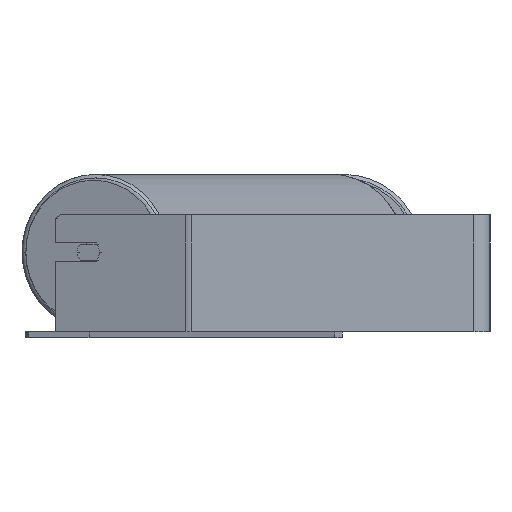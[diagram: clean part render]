
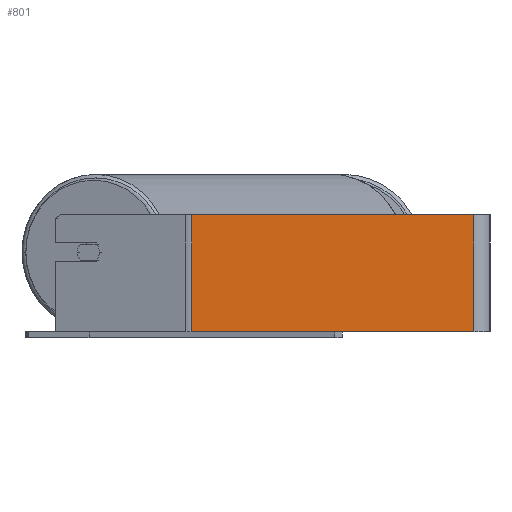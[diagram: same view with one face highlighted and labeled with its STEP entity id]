
A CAD part, left-side view. The second image highlights one B-rep face of the part: STEP entity #801.
In plain terms, the highlighted planar face has unit normal (-1, 0, 0).
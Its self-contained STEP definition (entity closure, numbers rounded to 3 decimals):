
#87 = CARTESIAN_POINT ( 'NONE',  ( -945., 257.581, -50. ) ) ;
#356 = AXIS2_PLACEMENT_3D ( 'NONE', #8164, #1631, #4607 ) ;
#377 = ORIENTED_EDGE ( 'NONE', *, *, #5076, .F. ) ;
#801 = ADVANCED_FACE ( 'NONE', ( #8874 ), #3914, .F. ) ;
#1058 = EDGE_CURVE ( 'NONE', #6379, #8045, #6507, .T. ) ;
#1611 = VECTOR ( 'NONE', #5157, 1000. ) ;
#1631 = DIRECTION ( 'NONE',  ( 1., 0., 0. ) ) ;
#1698 = CARTESIAN_POINT ( 'NONE',  ( -945., 255.112, 50. ) ) ;
#1771 = EDGE_CURVE ( 'NONE', #3249, #8045, #2122, .T. ) ;
#2105 = CARTESIAN_POINT ( 'NONE',  ( -945., 255.112, 50. ) ) ;
#2122 = LINE ( 'NONE', #4294, #7039 ) ;
#2806 = CARTESIAN_POINT ( 'NONE',  ( -945., 255.112, -50. ) ) ;
#2808 = ORIENTED_EDGE ( 'NONE', *, *, #1771, .F. ) ;
#2879 = CARTESIAN_POINT ( 'NONE',  ( -945., 14., -50. ) ) ;
#2900 = DIRECTION ( 'NONE',  ( 0., -1., 0. ) ) ;
#2941 = CARTESIAN_POINT ( 'NONE',  ( -945., 14., 50. ) ) ;
#3249 = VERTEX_POINT ( 'NONE', #2941 ) ;
#3789 = ORIENTED_EDGE ( 'NONE', *, *, #5319, .T. ) ;
#3914 = PLANE ( 'NONE',  #356 ) ;
#4294 = CARTESIAN_POINT ( 'NONE',  ( -945., 14., 50. ) ) ;
#4607 = DIRECTION ( 'NONE',  ( 0., 0., -1. ) ) ;
#5076 = EDGE_CURVE ( 'NONE', #8887, #3249, #6593, .T. ) ;
#5157 = DIRECTION ( 'NONE',  ( 0., -1., 0. ) ) ;
#5319 = EDGE_CURVE ( 'NONE', #8887, #6379, #8185, .T. ) ;
#5820 = ORIENTED_EDGE ( 'NONE', *, *, #1058, .T. ) ;
#6379 = VERTEX_POINT ( 'NONE', #2806 ) ;
#6507 = LINE ( 'NONE', #87, #7188 ) ;
#6593 = LINE ( 'NONE', #6645, #1611 ) ;
#6645 = CARTESIAN_POINT ( 'NONE',  ( -945., 257.581, 50. ) ) ;
#7039 = VECTOR ( 'NONE', #8738, 1000. ) ;
#7188 = VECTOR ( 'NONE', #2900, 1000. ) ;
#7225 = VECTOR ( 'NONE', #8941, 1000. ) ;
#8045 = VERTEX_POINT ( 'NONE', #2879 ) ;
#8164 = CARTESIAN_POINT ( 'NONE',  ( -945., 257.581, 50. ) ) ;
#8185 = LINE ( 'NONE', #1698, #7225 ) ;
#8473 = EDGE_LOOP ( 'NONE', ( #5820, #2808, #377, #3789 ) ) ;
#8738 = DIRECTION ( 'NONE',  ( 0., 0., -1. ) ) ;
#8874 = FACE_OUTER_BOUND ( 'NONE', #8473, .T. ) ;
#8887 = VERTEX_POINT ( 'NONE', #2105 ) ;
#8941 = DIRECTION ( 'NONE',  ( 0., 0., -1. ) ) ;
